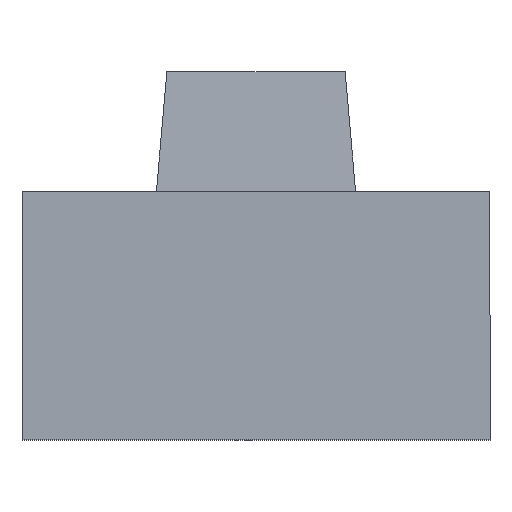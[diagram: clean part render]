
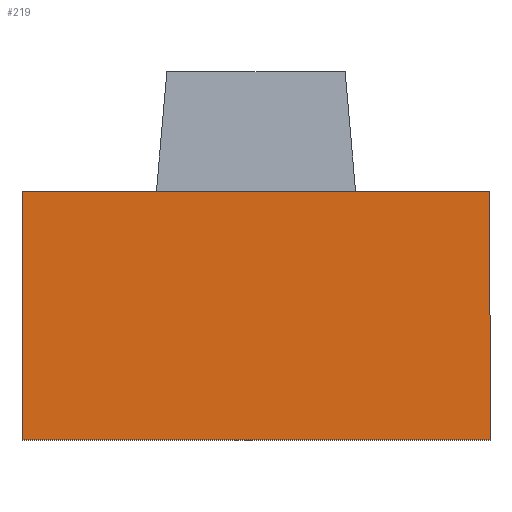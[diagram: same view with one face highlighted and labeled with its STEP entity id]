
A CAD part, top view. The second image highlights one B-rep face of the part: STEP entity #219.
In plain terms, the highlighted planar face has unit normal (0, 0, 1).
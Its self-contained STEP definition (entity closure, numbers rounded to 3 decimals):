
#6 = VECTOR ( 'NONE', #254, 1000. ) ;
#10 = CARTESIAN_POINT ( 'NONE',  ( -2.35, 0., 2. ) ) ;
#31 = LINE ( 'NONE', #448, #390 ) ;
#55 = CARTESIAN_POINT ( 'NONE',  ( -2.35, 0., 2. ) ) ;
#67 = ORIENTED_EDGE ( 'NONE', *, *, #426, .T. ) ;
#88 = DIRECTION ( 'NONE',  ( 0., 0., 1. ) ) ;
#137 = LINE ( 'NONE', #270, #420 ) ;
#142 = AXIS2_PLACEMENT_3D ( 'NONE', #359, #88, #310 ) ;
#148 = CARTESIAN_POINT ( 'NONE',  ( 2.35, -2.5, 2. ) ) ;
#155 = VERTEX_POINT ( 'NONE', #148 ) ;
#156 = EDGE_CURVE ( 'NONE', #340, #155, #137, .T. ) ;
#163 = FACE_OUTER_BOUND ( 'NONE', #300, .T. ) ;
#165 = DIRECTION ( 'NONE',  ( -1., 0., 0. ) ) ;
#172 = LINE ( 'NONE', #256, #6 ) ;
#219 = ADVANCED_FACE ( 'NONE', ( #163 ), #398, .T. ) ;
#245 = DIRECTION ( 'NONE',  ( 0., -1., 0. ) ) ;
#254 = DIRECTION ( 'NONE',  ( 0., 1., 0. ) ) ;
#256 = CARTESIAN_POINT ( 'NONE',  ( 2.35, 0., 2. ) ) ;
#270 = CARTESIAN_POINT ( 'NONE',  ( -2.35, -2.5, 2. ) ) ;
#289 = CARTESIAN_POINT ( 'NONE',  ( 2.35, 0., 2. ) ) ;
#300 = EDGE_LOOP ( 'NONE', ( #67, #459, #415, #407 ) ) ;
#310 = DIRECTION ( 'NONE',  ( 1., 0., 0. ) ) ;
#340 = VERTEX_POINT ( 'NONE', #470 ) ;
#359 = CARTESIAN_POINT ( 'NONE',  ( 0., 0., 2. ) ) ;
#367 = VERTEX_POINT ( 'NONE', #10 ) ;
#385 = DIRECTION ( 'NONE',  ( 1., 0., 0. ) ) ;
#386 = EDGE_CURVE ( 'NONE', #394, #367, #418, .T. ) ;
#390 = VECTOR ( 'NONE', #245, 1000. ) ;
#394 = VERTEX_POINT ( 'NONE', #289 ) ;
#398 = PLANE ( 'NONE',  #142 ) ;
#405 = VECTOR ( 'NONE', #165, 1000. ) ;
#407 = ORIENTED_EDGE ( 'NONE', *, *, #386, .T. ) ;
#415 = ORIENTED_EDGE ( 'NONE', *, *, #508, .T. ) ;
#418 = LINE ( 'NONE', #55, #405 ) ;
#420 = VECTOR ( 'NONE', #385, 1000. ) ;
#426 = EDGE_CURVE ( 'NONE', #367, #340, #31, .T. ) ;
#448 = CARTESIAN_POINT ( 'NONE',  ( -2.35, 0., 2. ) ) ;
#459 = ORIENTED_EDGE ( 'NONE', *, *, #156, .T. ) ;
#470 = CARTESIAN_POINT ( 'NONE',  ( -2.35, -2.5, 2. ) ) ;
#508 = EDGE_CURVE ( 'NONE', #155, #394, #172, .T. ) ;
